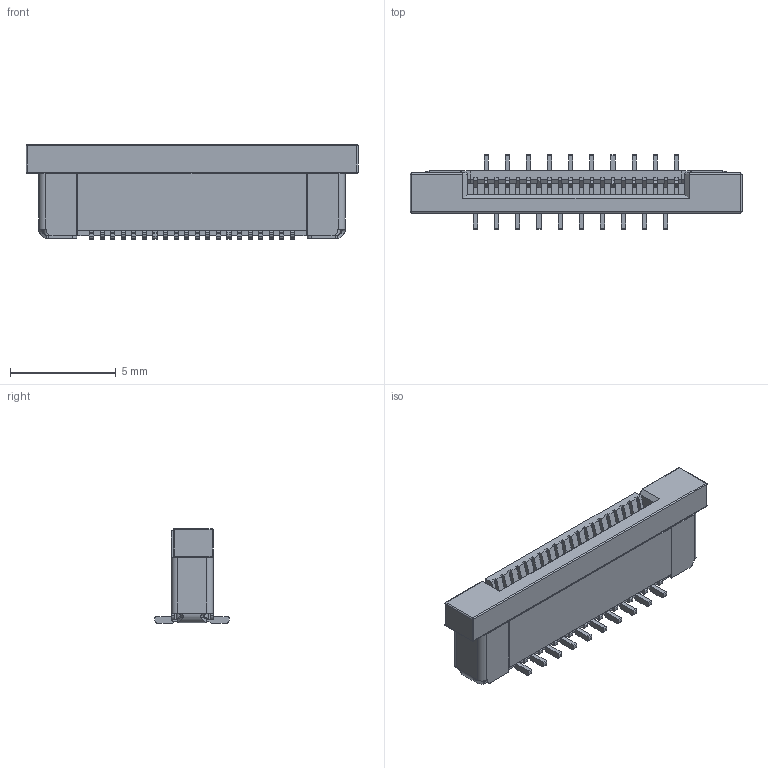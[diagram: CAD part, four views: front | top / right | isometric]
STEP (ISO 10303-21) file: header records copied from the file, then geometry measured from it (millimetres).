
FILE_DESCRIPTION(/* description */ (''),/* implementation_level */ '2;1');
FILE_NAME(/* name */ 'CON_XUNPU_FPC-0.5AL-20PB.step',/* time_stamp */ '2024-05-14T00:07:23+02:00',/* author */ (''),/* organization */ (''),/* preprocessor_version */ 'ST-DEVELOPER v20',/* originating_system */ 'Autodesk Translation Framework v12.20.1.177',/* authorisation */ '');
FILE_SCHEMA (('AUTOMOTIVE_DESIGN { 1 0 10303 214 3 1 1 }'));
Length unit declared in the file: millimetre
Products named in the file (4): CON_XUNPU_FPC-0.5AL-20PB; B6f2-U1; FPC-SMD_20P-P0.50_XUNPU_FPC-0.5AL-20PB; COMPOUND
Assembly tree (3 placements, depth 4):
  CON_XUNPU_FPC-0.5AL-20PB
    B6f2-U1
      FPC-SMD_20P-P0.50_XUNPU_FPC-0.5AL-20PB
        COMPOUND
Bounding box: 15.7 x 3.52 x 4.47 mm (x, y, z)
Volume: 93.2 mm3; surface area: 684.8 mm2
Topology: 24 solids, 24 shells, 983 faces, 2857 edges, 1878 vertices
Faces by surface type: plane 805, cylinder 170, sphere 8
Entity records: 32200 total; most frequent: CARTESIAN_POINT 5843, ORIENTED_EDGE 5698, DIRECTION 5151, EDGE_CURVE 2849, LINE 2503, VECTOR 2503, VERTEX_POINT 1878, AXIS2_PLACEMENT_3D 1324
